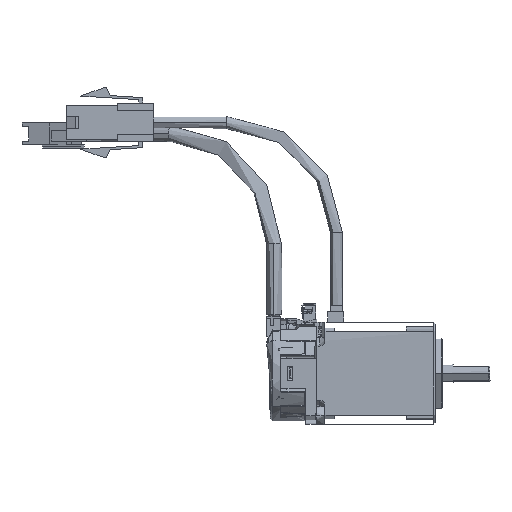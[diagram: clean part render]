
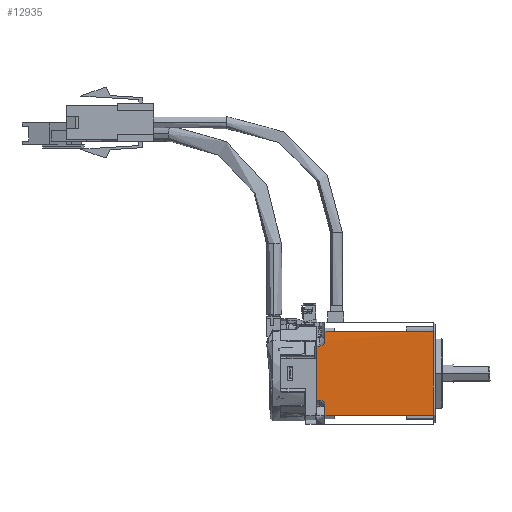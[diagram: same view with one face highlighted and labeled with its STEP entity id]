
A CAD part, left-side view. The second image highlights one B-rep face of the part: STEP entity #12935.
In plain terms, the highlighted face is planar.
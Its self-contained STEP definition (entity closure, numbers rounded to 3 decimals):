
#1056 = EDGE_CURVE ( 'NONE', #124159, #124201, #7951, .T. ) ;
#1090 = EDGE_CURVE ( 'NONE', #124203, #124207, #7995, .T. ) ;
#1093 = EDGE_CURVE ( 'NONE', #124207, #124218, #8007, .T. ) ;
#1097 = EDGE_CURVE ( 'NONE', #124218, #124201, #8009, .T. ) ;
#1100 = EDGE_CURVE ( 'NONE', #124159, #124217, #8003, .T. ) ;
#1103 = EDGE_CURVE ( 'NONE', #124217, #124220, #8013, .T. ) ;
#1107 = EDGE_CURVE ( 'NONE', #124220, #124221, #8017, .T. ) ;
#1110 = EDGE_CURVE ( 'NONE', #124216, #124221, #8021, .T. ) ;
#1113 = EDGE_CURVE ( 'NONE', #124216, #124223, #8025, .T. ) ;
#1118 = EDGE_CURVE ( 'NONE', #124203, #124223, #8031, .T. ) ;
#3460 = AXIS2_PLACEMENT_3D ( 'NONE', #71699, #71701, #71704 ) ;
#3463 = AXIS2_PLACEMENT_3D ( 'NONE', #71738, #71741, #71744 ) ;
#4174 = AXIS2_PLACEMENT_3D ( 'NONE', #70838, #70840, #70842 ) ;
#7951 = LINE ( 'NONE', #71553, #7957 ) ;
#7957 = VECTOR ( 'NONE', #71550, 1000. ) ;
#7995 = CIRCLE ( 'NONE', #3460, 1.5 ) ;
#8003 = LINE ( 'NONE', #71692, #8019 ) ;
#8007 = LINE ( 'NONE', #71679, #8011 ) ;
#8009 = LINE ( 'NONE', #71688, #8015 ) ;
#8011 = VECTOR ( 'NONE', #71694, 1000. ) ;
#8013 = LINE ( 'NONE', #71707, #8023 ) ;
#8015 = VECTOR ( 'NONE', #71710, 1000. ) ;
#8017 = CIRCLE ( 'NONE', #3463, 1.5 ) ;
#8019 = VECTOR ( 'NONE', #71717, 1000. ) ;
#8021 = LINE ( 'NONE', #71735, #8029 ) ;
#8023 = VECTOR ( 'NONE', #71722, 1000. ) ;
#8025 = LINE ( 'NONE', #71729, #8033 ) ;
#8029 = VECTOR ( 'NONE', #71727, 1000. ) ;
#8031 = LINE ( 'NONE', #71751, #8037 ) ;
#8033 = VECTOR ( 'NONE', #71733, 1000. ) ;
#8037 = VECTOR ( 'NONE', #71747, 1000. ) ;
#12935 = ADVANCED_FACE ( 'NONE', ( #113072 ), #70834, .T. ) ;
#70834 = PLANE ( 'NONE',  #4174 ) ;
#70838 = CARTESIAN_POINT ( 'NONE',  ( 23.751, 9.849, 0.5 ) ) ;
#70840 = DIRECTION ( 'NONE',  ( 1., 0., 0. ) ) ;
#70842 = DIRECTION ( 'NONE',  ( 0., 1., 0. ) ) ;
#71550 = DIRECTION ( 'NONE',  ( 0., 1., 0. ) ) ;
#71553 = CARTESIAN_POINT ( 'NONE',  ( 23.751, 9.849, 32.5 ) ) ;
#71679 = CARTESIAN_POINT ( 'NONE',  ( 23.751, 21.349, 2.8 ) ) ;
#71688 = CARTESIAN_POINT ( 'NONE',  ( 23.751, 32.849, 0.5 ) ) ;
#71692 = CARTESIAN_POINT ( 'NONE',  ( 23.751, 9.849, 0.5 ) ) ;
#71694 = DIRECTION ( 'NONE',  ( 0., 1., 0. ) ) ;
#71699 = CARTESIAN_POINT ( 'NONE',  ( 23.751, 30.149, 1.3 ) ) ;
#71701 = DIRECTION ( 'NONE',  ( -1., 0., 0. ) ) ;
#71704 = DIRECTION ( 'NONE',  ( 0., 0., 1. ) ) ;
#71707 = CARTESIAN_POINT ( 'NONE',  ( 23.751, 21.349, 2.8 ) ) ;
#71710 = DIRECTION ( 'NONE',  ( 0., 0., 1. ) ) ;
#71717 = DIRECTION ( 'NONE',  ( 0., 0., -1. ) ) ;
#71722 = DIRECTION ( 'NONE',  ( 0., 1., 0. ) ) ;
#71727 = DIRECTION ( 'NONE',  ( 0., 0., 1. ) ) ;
#71729 = CARTESIAN_POINT ( 'NONE',  ( 23.751, 21.349, 0.5 ) ) ;
#71733 = DIRECTION ( 'NONE',  ( 0., 1., 0. ) ) ;
#71735 = CARTESIAN_POINT ( 'NONE',  ( 23.751, 13.949, 0. ) ) ;
#71738 = CARTESIAN_POINT ( 'NONE',  ( 23.751, 12.449, 1.3 ) ) ;
#71741 = DIRECTION ( 'NONE',  ( -1., 0., 0. ) ) ;
#71744 = DIRECTION ( 'NONE',  ( 0., 0., -1. ) ) ;
#71747 = DIRECTION ( 'NONE',  ( 0., 0., -1. ) ) ;
#71751 = CARTESIAN_POINT ( 'NONE',  ( 23.751, 28.649, 0. ) ) ;
#74760 = ORIENTED_EDGE ( 'NONE', *, *, #1090, .T. ) ;
#74761 = ORIENTED_EDGE ( 'NONE', *, *, #1093, .T. ) ;
#74762 = ORIENTED_EDGE ( 'NONE', *, *, #1097, .T. ) ;
#74763 = ORIENTED_EDGE ( 'NONE', *, *, #1056, .F. ) ;
#74764 = ORIENTED_EDGE ( 'NONE', *, *, #1100, .T. ) ;
#74765 = ORIENTED_EDGE ( 'NONE', *, *, #1103, .T. ) ;
#74766 = ORIENTED_EDGE ( 'NONE', *, *, #1107, .T. ) ;
#74767 = ORIENTED_EDGE ( 'NONE', *, *, #1110, .F. ) ;
#74768 = ORIENTED_EDGE ( 'NONE', *, *, #1113, .T. ) ;
#74769 = ORIENTED_EDGE ( 'NONE', *, *, #1118, .F. ) ;
#78825 = CARTESIAN_POINT ( 'NONE',  ( 23.751, 9.849, 32.5 ) ) ;
#78866 = CARTESIAN_POINT ( 'NONE',  ( 23.751, 32.849, 32.5 ) ) ;
#78868 = CARTESIAN_POINT ( 'NONE',  ( 23.751, 28.649, 1.3 ) ) ;
#78872 = CARTESIAN_POINT ( 'NONE',  ( 23.751, 30.149, 2.8 ) ) ;
#78881 = CARTESIAN_POINT ( 'NONE',  ( 23.751, 13.949, 0.5 ) ) ;
#78882 = CARTESIAN_POINT ( 'NONE',  ( 23.551, 9.849, 2.8 ) ) ;
#78883 = CARTESIAN_POINT ( 'NONE',  ( 23.751, 32.849, 2.8 ) ) ;
#78885 = CARTESIAN_POINT ( 'NONE',  ( 23.751, 12.449, 2.8 ) ) ;
#78886 = CARTESIAN_POINT ( 'NONE',  ( 23.751, 13.949, 1.3 ) ) ;
#78888 = CARTESIAN_POINT ( 'NONE',  ( 23.751, 28.649, 0.5 ) ) ;
#100337 = EDGE_LOOP ( 'NONE', ( #74760, #74761, #74762, #74763, #74764, #74765, #74766, #74767, #74768, #74769 ) ) ;
#113072 = FACE_OUTER_BOUND ( 'NONE', #100337, .T. ) ;
#124159 = VERTEX_POINT ( 'NONE', #78825 ) ;
#124201 = VERTEX_POINT ( 'NONE', #78866 ) ;
#124203 = VERTEX_POINT ( 'NONE', #78868 ) ;
#124207 = VERTEX_POINT ( 'NONE', #78872 ) ;
#124216 = VERTEX_POINT ( 'NONE', #78881 ) ;
#124217 = VERTEX_POINT ( 'NONE', #78882 ) ;
#124218 = VERTEX_POINT ( 'NONE', #78883 ) ;
#124220 = VERTEX_POINT ( 'NONE', #78885 ) ;
#124221 = VERTEX_POINT ( 'NONE', #78886 ) ;
#124223 = VERTEX_POINT ( 'NONE', #78888 ) ;
